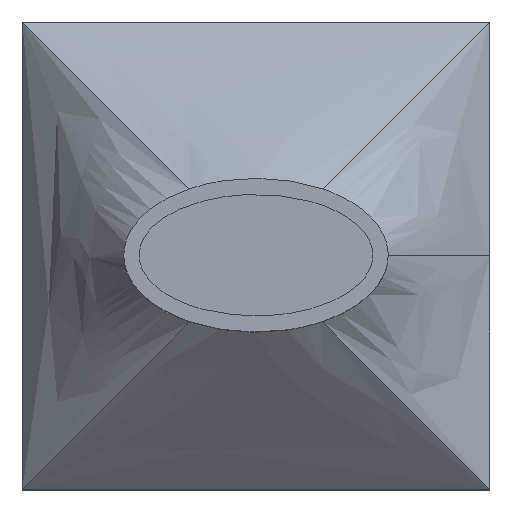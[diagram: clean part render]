
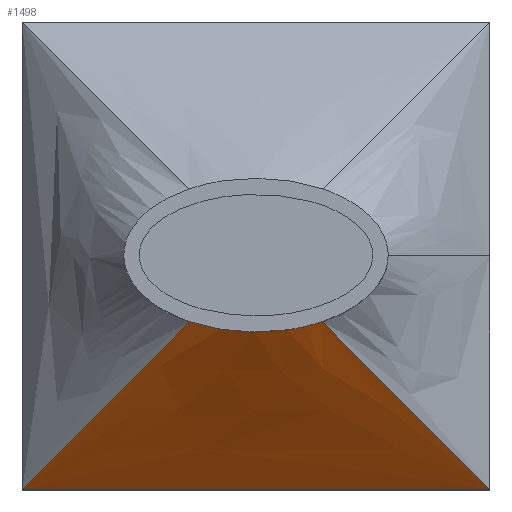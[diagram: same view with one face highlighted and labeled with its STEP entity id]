
A CAD part, top view. The second image highlights one B-rep face of the part: STEP entity #1498.
In plain terms, the highlighted free-form (B-spline) face has degree [7, 1] with [8, 2] control points.
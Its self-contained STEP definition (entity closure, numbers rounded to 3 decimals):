
#900 = PLANE('',#901);
#901 = AXIS2_PLACEMENT_3D('',#902,#903,#904);
#902 = CARTESIAN_POINT('',(25.,-25.,65.));
#903 = DIRECTION('',(0.,-1.,0.));
#904 = DIRECTION('',(1.,0.,0.));
#1052 = VERTEX_POINT('',#1053);
#1053 = CARTESIAN_POINT('',(25.,-25.,65.));
#1067 = B_SPLINE_SURFACE_WITH_KNOTS('',7,1,(
    (#1068,#1069)
    ,(#1070,#1071)
    ,(#1072,#1073)
    ,(#1074,#1075)
    ,(#1076,#1077)
    ,(#1078,#1079)
    ,(#1080,#1081)
    ,(#1082,#1083
    )),.UNSPECIFIED.,.F.,.F.,.F.,(8,8),(2,2),(-50.,-25.),(0.,1.),
  .PIECEWISE_BEZIER_KNOTS.);
#1068 = CARTESIAN_POINT('',(25.,-25.,65.));
#1069 = CARTESIAN_POINT('',(7.106,-7.106,80.));
#1070 = CARTESIAN_POINT('',(25.,-21.429,65.));
#1071 = CARTESIAN_POINT('',(8.928,-6.489,80.));
#1072 = CARTESIAN_POINT('',(25.,-17.857,65.));
#1073 = CARTESIAN_POINT('',(10.567,-5.689,
    80.));
#1074 = CARTESIAN_POINT('',(25.,-14.286,65.));
#1075 = CARTESIAN_POINT('',(11.954,-4.726,
    80.));
#1076 = CARTESIAN_POINT('',(25.,-10.714,65.));
#1077 = CARTESIAN_POINT('',(13.035,-3.634,
    80.));
#1078 = CARTESIAN_POINT('',(25.,-7.143,65.));
#1079 = CARTESIAN_POINT('',(13.769,-2.452,80.));
#1080 = CARTESIAN_POINT('',(25.,-3.571,65.));
#1081 = CARTESIAN_POINT('',(14.136,-1.226,80.));
#1082 = CARTESIAN_POINT('',(25.,0.,65.));
#1083 = CARTESIAN_POINT('',(14.136,0.,80.));
#1177 = EDGE_CURVE('',#1052,#1178,#1180,.T.);
#1178 = VERTEX_POINT('',#1179);
#1179 = CARTESIAN_POINT('',(-25.,-25.,65.));
#1180 = SURFACE_CURVE('',#1181,(#1185,#1192),.PCURVE_S1.);
#1181 = LINE('',#1182,#1183);
#1182 = CARTESIAN_POINT('',(25.,-25.,65.));
#1183 = VECTOR('',#1184,1.);
#1184 = DIRECTION('',(-1.,0.,0.));
#1185 = PCURVE('',#900,#1186);
#1186 = DEFINITIONAL_REPRESENTATION('',(#1187),#1191);
#1187 = LINE('',#1188,#1189);
#1188 = CARTESIAN_POINT('',(0.,0.));
#1189 = VECTOR('',#1190,1.);
#1190 = DIRECTION('',(-1.,0.));
#1191 = ( GEOMETRIC_REPRESENTATION_CONTEXT(2) 
PARAMETRIC_REPRESENTATION_CONTEXT() REPRESENTATION_CONTEXT('2D SPACE',''
  ) );
#1192 = PCURVE('',#1193,#1210);
#1193 = B_SPLINE_SURFACE_WITH_KNOTS('',7,1,(
    (#1194,#1195)
    ,(#1196,#1197)
    ,(#1198,#1199)
    ,(#1200,#1201)
    ,(#1202,#1203)
    ,(#1204,#1205)
    ,(#1206,#1207)
    ,(#1208,#1209
    )),.UNSPECIFIED.,.F.,.F.,.F.,(8,8),(2,2),(-50.,0.),(0.,1.),
  .PIECEWISE_BEZIER_KNOTS.);
#1194 = CARTESIAN_POINT('',(-25.,-25.,65.));
#1195 = CARTESIAN_POINT('',(-7.106,-7.106,80.));
#1196 = CARTESIAN_POINT('',(-17.857,-25.,65.));
#1197 = CARTESIAN_POINT('',(-5.267,-7.728,
    80.));
#1198 = CARTESIAN_POINT('',(-10.714,-25.,65.));
#1199 = CARTESIAN_POINT('',(-3.24,-8.162,
    80.));
#1200 = CARTESIAN_POINT('',(-3.571,-25.,65.));
#1201 = CARTESIAN_POINT('',(-1.094,-8.385,
    80.));
#1202 = CARTESIAN_POINT('',(3.571,-25.,65.));
#1203 = CARTESIAN_POINT('',(1.094,-8.385,
    80.));
#1204 = CARTESIAN_POINT('',(10.714,-25.,65.));
#1205 = CARTESIAN_POINT('',(3.24,-8.162,
    80.));
#1206 = CARTESIAN_POINT('',(17.857,-25.,65.));
#1207 = CARTESIAN_POINT('',(5.267,-7.728,80.));
#1208 = CARTESIAN_POINT('',(25.,-25.,65.));
#1209 = CARTESIAN_POINT('',(7.106,-7.106,80.));
#1210 = DEFINITIONAL_REPRESENTATION('',(#1211),#1215);
#1211 = LINE('',#1212,#1213);
#1212 = CARTESIAN_POINT('',(0.,0.));
#1213 = VECTOR('',#1214,1.);
#1214 = DIRECTION('',(-1.,0.));
#1215 = ( GEOMETRIC_REPRESENTATION_CONTEXT(2) 
PARAMETRIC_REPRESENTATION_CONTEXT() REPRESENTATION_CONTEXT('2D SPACE',''
  ) );
#1254 = B_SPLINE_SURFACE_WITH_KNOTS('',9,1,(
    (#1255,#1256)
    ,(#1257,#1258)
    ,(#1259,#1260)
    ,(#1261,#1262)
    ,(#1263,#1264)
    ,(#1265,#1266)
    ,(#1267,#1268)
    ,(#1269,#1270)
    ,(#1271,#1272)
    ,(#1273,#1274
    )),.UNSPECIFIED.,.F.,.F.,.F.,(10,10),(2,2),(-50.,0.),(0.,1.),
  .PIECEWISE_BEZIER_KNOTS.);
#1255 = CARTESIAN_POINT('',(-25.,25.,65.));
#1256 = CARTESIAN_POINT('',(-7.106,7.106,80.));
#1257 = CARTESIAN_POINT('',(-25.,19.444,65.));
#1258 = CARTESIAN_POINT('',(-9.941,6.147,
    80.));
#1259 = CARTESIAN_POINT('',(-25.,13.889,65.));
#1260 = CARTESIAN_POINT('',(-12.346,4.758,
    80.));
#1261 = CARTESIAN_POINT('',(-25.,8.333,65.));
#1262 = CARTESIAN_POINT('',(-14.1,3.013,
    80.));
#1263 = CARTESIAN_POINT('',(-25.,2.778,65.));
#1264 = CARTESIAN_POINT('',(-15.026,1.032,
    80.));
#1265 = CARTESIAN_POINT('',(-25.,-2.778,65.));
#1266 = CARTESIAN_POINT('',(-15.026,-1.032,
    80.));
#1267 = CARTESIAN_POINT('',(-25.,-8.333,65.));
#1268 = CARTESIAN_POINT('',(-14.1,-3.013,
    80.));
#1269 = CARTESIAN_POINT('',(-25.,-13.889,65.));
#1270 = CARTESIAN_POINT('',(-12.346,-4.758,
    80.));
#1271 = CARTESIAN_POINT('',(-25.,-19.444,65.));
#1272 = CARTESIAN_POINT('',(-9.941,-6.147,
    80.));
#1273 = CARTESIAN_POINT('',(-25.,-25.,65.));
#1274 = CARTESIAN_POINT('',(-7.106,-7.106,80.));
#1375 = VERTEX_POINT('',#1376);
#1376 = CARTESIAN_POINT('',(7.106,-7.106,80.));
#1414 = EDGE_CURVE('',#1052,#1375,#1415,.T.);
#1415 = SURFACE_CURVE('',#1416,(#1419,#1426),.PCURVE_S1.);
#1416 = B_SPLINE_CURVE_WITH_KNOTS('',1,(#1417,#1418),.UNSPECIFIED.,.F.,
  .F.,(2,2),(0.,1.),.PIECEWISE_BEZIER_KNOTS.);
#1417 = CARTESIAN_POINT('',(25.,-25.,65.));
#1418 = CARTESIAN_POINT('',(7.106,-7.106,80.));
#1419 = PCURVE('',#1067,#1420);
#1420 = DEFINITIONAL_REPRESENTATION('',(#1421),#1425);
#1421 = LINE('',#1422,#1423);
#1422 = CARTESIAN_POINT('',(-50.,0.));
#1423 = VECTOR('',#1424,1.);
#1424 = DIRECTION('',(0.,1.));
#1425 = ( GEOMETRIC_REPRESENTATION_CONTEXT(2) 
PARAMETRIC_REPRESENTATION_CONTEXT() REPRESENTATION_CONTEXT('2D SPACE',''
  ) );
#1426 = PCURVE('',#1193,#1427);
#1427 = DEFINITIONAL_REPRESENTATION('',(#1428),#1432);
#1428 = LINE('',#1429,#1430);
#1429 = CARTESIAN_POINT('',(0.,0.));
#1430 = VECTOR('',#1431,1.);
#1431 = DIRECTION('',(0.,1.));
#1432 = ( GEOMETRIC_REPRESENTATION_CONTEXT(2) 
PARAMETRIC_REPRESENTATION_CONTEXT() REPRESENTATION_CONTEXT('2D SPACE',''
  ) );
#1498 = ADVANCED_FACE('',(#1499),#1193,.T.);
#1499 = FACE_BOUND('',#1500,.T.);
#1500 = EDGE_LOOP('',(#1501,#1502,#1503,#1543));
#1501 = ORIENTED_EDGE('',*,*,#1177,.F.);
#1502 = ORIENTED_EDGE('',*,*,#1414,.T.);
#1503 = ORIENTED_EDGE('',*,*,#1504,.F.);
#1504 = EDGE_CURVE('',#1505,#1375,#1507,.T.);
#1505 = VERTEX_POINT('',#1506);
#1506 = CARTESIAN_POINT('',(-7.106,-7.106,80.));
#1507 = SURFACE_CURVE('',#1508,(#1513,#1519),.PCURVE_S1.);
#1508 = ELLIPSE('',#1509,14.136,8.22);
#1509 = AXIS2_PLACEMENT_3D('',#1510,#1511,#1512);
#1510 = CARTESIAN_POINT('',(0.,0.,80.));
#1511 = DIRECTION('',(0.,0.,1.));
#1512 = DIRECTION('',(1.,0.,0.));
#1513 = PCURVE('',#1193,#1514);
#1514 = DEFINITIONAL_REPRESENTATION('',(#1515),#1518);
#1515 = B_SPLINE_CURVE_WITH_KNOTS('',1,(#1516,#1517),.UNSPECIFIED.,.F.,
  .F.,(2,2),(4.186,5.239),.PIECEWISE_BEZIER_KNOTS.);
#1516 = CARTESIAN_POINT('',(-50.,1.));
#1517 = CARTESIAN_POINT('',(0.,1.));
#1518 = ( GEOMETRIC_REPRESENTATION_CONTEXT(2) 
PARAMETRIC_REPRESENTATION_CONTEXT() REPRESENTATION_CONTEXT('2D SPACE',''
  ) );
#1519 = PCURVE('',#1520,#1537);
#1520 = B_SPLINE_SURFACE_WITH_KNOTS('',7,1,(
    (#1521,#1522)
    ,(#1523,#1524)
    ,(#1525,#1526)
    ,(#1527,#1528)
    ,(#1529,#1530)
    ,(#1531,#1532)
    ,(#1533,#1534)
    ,(#1535,#1536
    )),.UNSPECIFIED.,.F.,.F.,.F.,(8,8),(2,2),(4.186,
    5.239),(0.,1.),.PIECEWISE_BEZIER_KNOTS.);
#1521 = CARTESIAN_POINT('',(-7.106,-7.106,80.));
#1522 = CARTESIAN_POINT('',(-7.106,-7.106,100.));
#1523 = CARTESIAN_POINT('',(-5.267,-7.728,
    80.));
#1524 = CARTESIAN_POINT('',(-5.267,-7.728,
    100.));
#1525 = CARTESIAN_POINT('',(-3.24,-8.162,
    80.));
#1526 = CARTESIAN_POINT('',(-3.24,-8.162,100.));
#1527 = CARTESIAN_POINT('',(-1.094,-8.385,
    80.));
#1528 = CARTESIAN_POINT('',(-1.094,-8.385,
    100.));
#1529 = CARTESIAN_POINT('',(1.094,-8.385,
    80.));
#1530 = CARTESIAN_POINT('',(1.094,-8.385,100.));
#1531 = CARTESIAN_POINT('',(3.24,-8.162,
    80.));
#1532 = CARTESIAN_POINT('',(3.24,-8.162,
    100.));
#1533 = CARTESIAN_POINT('',(5.267,-7.728,80.));
#1534 = CARTESIAN_POINT('',(5.267,-7.728,100.));
#1535 = CARTESIAN_POINT('',(7.106,-7.106,80.));
#1536 = CARTESIAN_POINT('',(7.106,-7.106,100.));
#1537 = DEFINITIONAL_REPRESENTATION('',(#1538),#1542);
#1538 = LINE('',#1539,#1540);
#1539 = CARTESIAN_POINT('',(0.,0.));
#1540 = VECTOR('',#1541,1.);
#1541 = DIRECTION('',(1.,0.));
#1542 = ( GEOMETRIC_REPRESENTATION_CONTEXT(2) 
PARAMETRIC_REPRESENTATION_CONTEXT() REPRESENTATION_CONTEXT('2D SPACE',''
  ) );
#1543 = ORIENTED_EDGE('',*,*,#1544,.F.);
#1544 = EDGE_CURVE('',#1178,#1505,#1545,.T.);
#1545 = SURFACE_CURVE('',#1546,(#1549,#1556),.PCURVE_S1.);
#1546 = B_SPLINE_CURVE_WITH_KNOTS('',1,(#1547,#1548),.UNSPECIFIED.,.F.,
  .F.,(2,2),(0.,1.),.PIECEWISE_BEZIER_KNOTS.);
#1547 = CARTESIAN_POINT('',(-25.,-25.,65.));
#1548 = CARTESIAN_POINT('',(-7.106,-7.106,80.));
#1549 = PCURVE('',#1193,#1550);
#1550 = DEFINITIONAL_REPRESENTATION('',(#1551),#1555);
#1551 = LINE('',#1552,#1553);
#1552 = CARTESIAN_POINT('',(-50.,0.));
#1553 = VECTOR('',#1554,1.);
#1554 = DIRECTION('',(0.,1.));
#1555 = ( GEOMETRIC_REPRESENTATION_CONTEXT(2) 
PARAMETRIC_REPRESENTATION_CONTEXT() REPRESENTATION_CONTEXT('2D SPACE',''
  ) );
#1556 = PCURVE('',#1254,#1557);
#1557 = DEFINITIONAL_REPRESENTATION('',(#1558),#1562);
#1558 = LINE('',#1559,#1560);
#1559 = CARTESIAN_POINT('',(0.,0.));
#1560 = VECTOR('',#1561,1.);
#1561 = DIRECTION('',(0.,1.));
#1562 = ( GEOMETRIC_REPRESENTATION_CONTEXT(2) 
PARAMETRIC_REPRESENTATION_CONTEXT() REPRESENTATION_CONTEXT('2D SPACE',''
  ) );
